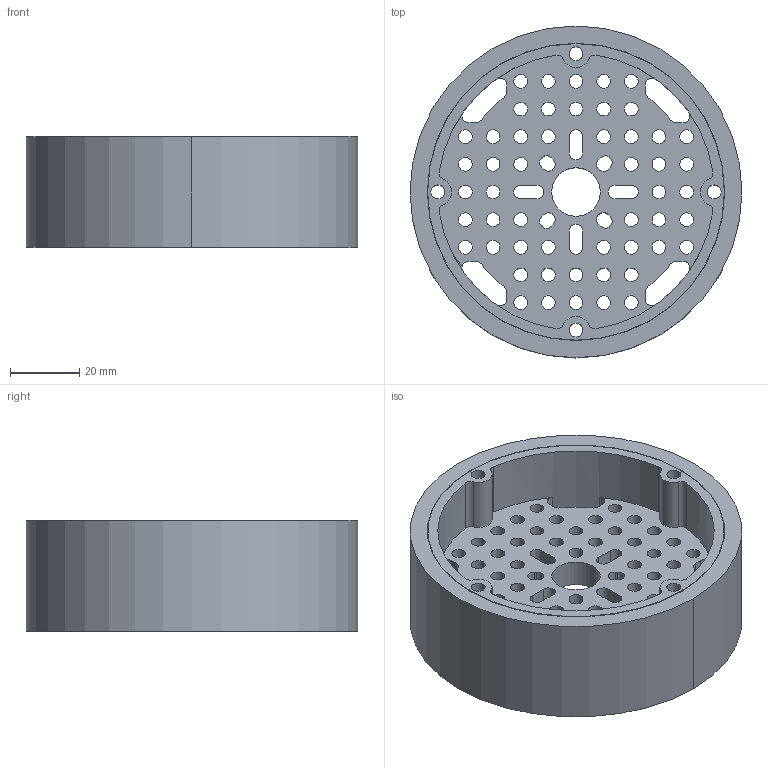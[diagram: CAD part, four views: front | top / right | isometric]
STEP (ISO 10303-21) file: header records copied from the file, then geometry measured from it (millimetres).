
FILE_DESCRIPTION (( 'STEP AP203' ), '1' );
FILE_NAME ('3601-0014-0096 part.STEP', '2017-04-06T21:44:09', ( '' ), ( '' ), 'SwSTEP 2.0', 'SolidWorks 2016', '' );
FILE_SCHEMA (( 'CONFIG_CONTROL_DESIGN' ));
Length unit declared in the file: millimetre
Products named in the file (1): 3601-0014-0096 part
Bounding box: 96 x 96 x 32 mm (x, y, z)
Volume: 101208.5 mm3; surface area: 37351.4 mm2
Topology: 1 solids, 1 shells, 232 faces, 702 edges, 468 vertices
Faces by surface type: cylinder 198, plane 30, torus 4
Entity records: 8483 total; most frequent: DIRECTION 1592, ORIENTED_EDGE 1404, CARTESIAN_POINT 1403, EDGE_CURVE 702, AXIS2_PLACEMENT_3D 657, VERTEX_POINT 468, CIRCLE 424, EDGE_LOOP 366
